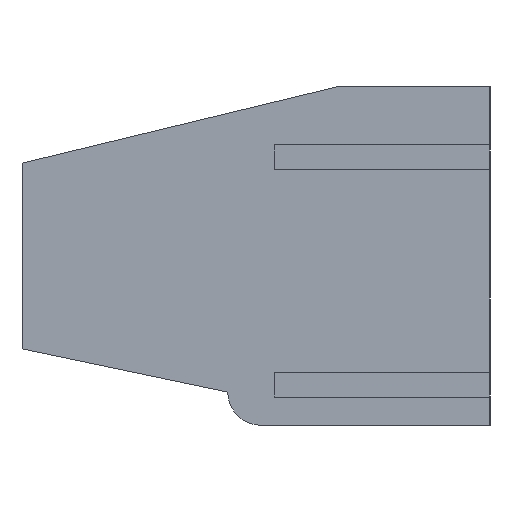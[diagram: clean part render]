
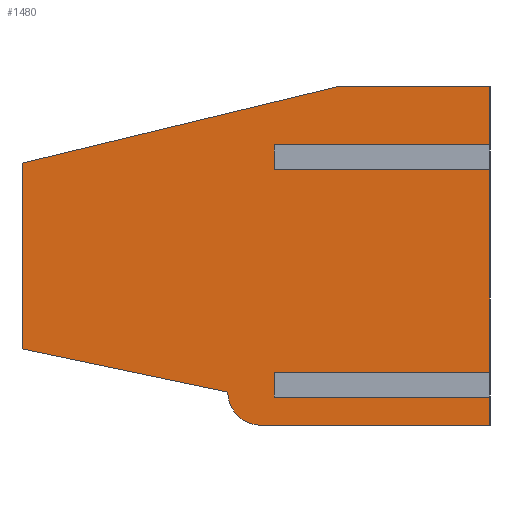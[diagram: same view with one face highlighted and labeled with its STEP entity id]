
A CAD part, left-side view. The second image highlights one B-rep face of the part: STEP entity #1480.
In plain terms, the highlighted planar face has unit normal (-1, 0, 0).
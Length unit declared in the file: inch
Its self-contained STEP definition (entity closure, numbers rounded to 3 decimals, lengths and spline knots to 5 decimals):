
#19 = EDGE_CURVE ( 'NONE', #732, #1078, #4216, .T. ) ;
#35 = DIRECTION ( 'NONE',  ( 0., -1., 0. ) ) ;
#42 = DIRECTION ( 'NONE',  ( 1., 0., 0. ) ) ;
#88 = CIRCLE ( 'NONE', #4289, 0.03937 ) ;
#96 = ORIENTED_EDGE ( 'NONE', *, *, #3847, .F. ) ;
#155 = CARTESIAN_POINT ( 'NONE',  ( -0.73819, 0.25591, 0.13189 ) ) ;
#179 = DIRECTION ( 'NONE',  ( 0., -1., 0. ) ) ;
#197 = CARTESIAN_POINT ( 'NONE',  ( -0.73819, 0., 0.20079 ) ) ;
#257 = LINE ( 'NONE', #3158, #5497 ) ;
#267 = VERTEX_POINT ( 'NONE', #5139 ) ;
#330 = CARTESIAN_POINT ( 'NONE',  ( -0.73819, 0.25591, 0.13189 ) ) ;
#393 = LINE ( 'NONE', #2050, #3019 ) ;
#442 = ORIENTED_EDGE ( 'NONE', *, *, #5043, .F. ) ;
#561 = EDGE_CURVE ( 'NONE', #5376, #2608, #5273, .T. ) ;
#621 = CARTESIAN_POINT ( 'NONE',  ( -0.73819, 0.25591, -0.16732 ) ) ;
#640 = CARTESIAN_POINT ( 'NONE',  ( -0.73819, 0.31102, -0.16142 ) ) ;
#679 = VECTOR ( 'NONE', #1431, 39.37008 ) ;
#732 = VERTEX_POINT ( 'NONE', #3089 ) ;
#773 = VERTEX_POINT ( 'NONE', #2452 ) ;
#935 = VECTOR ( 'NONE', #4480, 39.37008 ) ;
#961 = VERTEX_POINT ( 'NONE', #1593 ) ;
#962 = ORIENTED_EDGE ( 'NONE', *, *, #2613, .F. ) ;
#1022 = DIRECTION ( 'NONE',  ( 0., 0., 1. ) ) ;
#1078 = VERTEX_POINT ( 'NONE', #4692 ) ;
#1207 = CARTESIAN_POINT ( 'NONE',  ( -0.73819, 0.55512, -0.20079 ) ) ;
#1220 = CARTESIAN_POINT ( 'NONE',  ( -0.73819, 0.25591, -0.16732 ) ) ;
#1251 = ORIENTED_EDGE ( 'NONE', *, *, #4853, .T. ) ;
#1269 = VECTOR ( 'NONE', #2036, 39.37008 ) ;
#1416 = VERTEX_POINT ( 'NONE', #330 ) ;
#1431 = DIRECTION ( 'NONE',  ( 0., 0., 1. ) ) ;
#1441 = CARTESIAN_POINT ( 'NONE',  ( -0.73819, 0.25591, -0.1378 ) ) ;
#1480 = ADVANCED_FACE ( 'NONE', ( #3391 ), #5124, .F. ) ;
#1501 = LINE ( 'NONE', #4949, #1269 ) ;
#1554 = DIRECTION ( 'NONE',  ( 0., 1., 0. ) ) ;
#1579 = VECTOR ( 'NONE', #3683, 39.37008 ) ;
#1593 = CARTESIAN_POINT ( 'NONE',  ( -0.73819, 0., 0.20079 ) ) ;
#1739 = CARTESIAN_POINT ( 'NONE',  ( -0.73819, 0.55512, -0.11024 ) ) ;
#1748 = DIRECTION ( 'NONE',  ( 0., 0., -1. ) ) ;
#1760 = LINE ( 'NONE', #5222, #3661 ) ;
#1856 = CARTESIAN_POINT ( 'NONE',  ( -0.73819, 0., 0.20079 ) ) ;
#1962 = DIRECTION ( 'NONE',  ( 0., -1., 0. ) ) ;
#2027 = CARTESIAN_POINT ( 'NONE',  ( -0.73819, 0.27165, -0.16142 ) ) ;
#2030 = EDGE_CURVE ( 'NONE', #4478, #2887, #393, .T. ) ;
#2036 = DIRECTION ( 'NONE',  ( 0., 0.972, -0.235 ) ) ;
#2050 = CARTESIAN_POINT ( 'NONE',  ( -0.73819, 0., -0.1378 ) ) ;
#2208 = VECTOR ( 'NONE', #2437, 39.37008 ) ;
#2244 = ORIENTED_EDGE ( 'NONE', *, *, #2030, .F. ) ;
#2338 = CARTESIAN_POINT ( 'NONE',  ( -0.73819, 0.55512, 0.20079 ) ) ;
#2377 = LINE ( 'NONE', #2338, #2494 ) ;
#2383 = AXIS2_PLACEMENT_3D ( 'NONE', #3947, #42, #1748 ) ;
#2387 = VERTEX_POINT ( 'NONE', #3562 ) ;
#2437 = DIRECTION ( 'NONE',  ( 0., 0., 1. ) ) ;
#2452 = CARTESIAN_POINT ( 'NONE',  ( -0.73819, 0.55512, 0.11024 ) ) ;
#2494 = VECTOR ( 'NONE', #2700, 39.37008 ) ;
#2608 = VERTEX_POINT ( 'NONE', #640 ) ;
#2613 = EDGE_CURVE ( 'NONE', #267, #961, #257, .T. ) ;
#2682 = VERTEX_POINT ( 'NONE', #4123 ) ;
#2700 = DIRECTION ( 'NONE',  ( 0., 0., 1. ) ) ;
#2706 = LINE ( 'NONE', #155, #2713 ) ;
#2713 = VECTOR ( 'NONE', #5292, 39.37008 ) ;
#2758 = VECTOR ( 'NONE', #1554, 39.37008 ) ;
#2871 = LINE ( 'NONE', #3247, #2208 ) ;
#2887 = VERTEX_POINT ( 'NONE', #1441 ) ;
#2892 = DIRECTION ( 'NONE',  ( 0., 0., -1. ) ) ;
#2915 = ORIENTED_EDGE ( 'NONE', *, *, #19, .T. ) ;
#2990 = DIRECTION ( 'NONE',  ( 0., 1., 0. ) ) ;
#3019 = VECTOR ( 'NONE', #2990, 39.37008 ) ;
#3083 = ORIENTED_EDGE ( 'NONE', *, *, #4568, .T. ) ;
#3089 = CARTESIAN_POINT ( 'NONE',  ( -0.73819, 0.27165, -0.20079 ) ) ;
#3158 = CARTESIAN_POINT ( 'NONE',  ( -0.73819, 0.55512, 0.20079 ) ) ;
#3179 = CARTESIAN_POINT ( 'NONE',  ( -0.73819, 0., 0.13189 ) ) ;
#3247 = CARTESIAN_POINT ( 'NONE',  ( -0.73819, 0., 0.20079 ) ) ;
#3391 = FACE_OUTER_BOUND ( 'NONE', #3886, .T. ) ;
#3462 = EDGE_CURVE ( 'NONE', #267, #773, #1501, .T. ) ;
#3498 = ORIENTED_EDGE ( 'NONE', *, *, #3818, .F. ) ;
#3562 = CARTESIAN_POINT ( 'NONE',  ( -0.73819, 0., -0.16732 ) ) ;
#3659 = ORIENTED_EDGE ( 'NONE', *, *, #4113, .T. ) ;
#3661 = VECTOR ( 'NONE', #5164, 39.37008 ) ;
#3674 = ORIENTED_EDGE ( 'NONE', *, *, #5017, .F. ) ;
#3683 = DIRECTION ( 'NONE',  ( 0., -1., 0. ) ) ;
#3700 = VERTEX_POINT ( 'NONE', #1220 ) ;
#3751 = EDGE_CURVE ( 'NONE', #2887, #3700, #1760, .T. ) ;
#3818 = EDGE_CURVE ( 'NONE', #3700, #2387, #4876, .T. ) ;
#3847 = EDGE_CURVE ( 'NONE', #5376, #773, #2377, .T. ) ;
#3886 = EDGE_LOOP ( 'NONE', ( #5086, #3674, #1251, #962, #4805, #96, #5275, #4419, #2915, #3083, #3498, #4651, #2244, #3659, #442 ) ) ;
#3936 = VERTEX_POINT ( 'NONE', #4561 ) ;
#3947 = CARTESIAN_POINT ( 'NONE',  ( -0.73819, 0.55512, 0.20079 ) ) ;
#4091 = CARTESIAN_POINT ( 'NONE',  ( -0.73819, 0.25591, 0.10236 ) ) ;
#4113 = EDGE_CURVE ( 'NONE', #4478, #2682, #4867, .T. ) ;
#4123 = CARTESIAN_POINT ( 'NONE',  ( -0.73819, 0., 0.10236 ) ) ;
#4216 = LINE ( 'NONE', #1207, #5004 ) ;
#4289 = AXIS2_PLACEMENT_3D ( 'NONE', #2027, #5451, #2892 ) ;
#4299 = EDGE_CURVE ( 'NONE', #2608, #732, #88, .T. ) ;
#4419 = ORIENTED_EDGE ( 'NONE', *, *, #4299, .T. ) ;
#4478 = VERTEX_POINT ( 'NONE', #4854 ) ;
#4480 = DIRECTION ( 'NONE',  ( 0., -0.979, -0.205 ) ) ;
#4482 = LINE ( 'NONE', #4091, #1579 ) ;
#4494 = VERTEX_POINT ( 'NONE', #4891 ) ;
#4526 = LINE ( 'NONE', #3179, #2758 ) ;
#4561 = CARTESIAN_POINT ( 'NONE',  ( -0.73819, 0., 0.13189 ) ) ;
#4568 = EDGE_CURVE ( 'NONE', #1078, #2387, #2871, .T. ) ;
#4651 = ORIENTED_EDGE ( 'NONE', *, *, #3751, .F. ) ;
#4692 = CARTESIAN_POINT ( 'NONE',  ( -0.73819, 0., -0.20079 ) ) ;
#4805 = ORIENTED_EDGE ( 'NONE', *, *, #3462, .T. ) ;
#4853 = EDGE_CURVE ( 'NONE', #3936, #961, #5439, .T. ) ;
#4854 = CARTESIAN_POINT ( 'NONE',  ( -0.73819, 0., -0.1378 ) ) ;
#4867 = LINE ( 'NONE', #197, #5202 ) ;
#4876 = LINE ( 'NONE', #621, #5100 ) ;
#4891 = CARTESIAN_POINT ( 'NONE',  ( -0.73819, 0.25591, 0.10236 ) ) ;
#4949 = CARTESIAN_POINT ( 'NONE',  ( -0.73819, 0.1811, 0.20079 ) ) ;
#5004 = VECTOR ( 'NONE', #35, 39.37008 ) ;
#5017 = EDGE_CURVE ( 'NONE', #3936, #1416, #4526, .T. ) ;
#5043 = EDGE_CURVE ( 'NONE', #4494, #2682, #4482, .T. ) ;
#5086 = ORIENTED_EDGE ( 'NONE', *, *, #5459, .F. ) ;
#5100 = VECTOR ( 'NONE', #179, 39.37008 ) ;
#5124 = PLANE ( 'NONE',  #2383 ) ;
#5139 = CARTESIAN_POINT ( 'NONE',  ( -0.73819, 0.1811, 0.20079 ) ) ;
#5164 = DIRECTION ( 'NONE',  ( 0., 0., -1. ) ) ;
#5202 = VECTOR ( 'NONE', #1022, 39.37008 ) ;
#5222 = CARTESIAN_POINT ( 'NONE',  ( -0.73819, 0.25591, -0.1378 ) ) ;
#5244 = CARTESIAN_POINT ( 'NONE',  ( -0.73819, 0.31102, -0.16142 ) ) ;
#5273 = LINE ( 'NONE', #5244, #935 ) ;
#5275 = ORIENTED_EDGE ( 'NONE', *, *, #561, .T. ) ;
#5292 = DIRECTION ( 'NONE',  ( 0., 0., -1. ) ) ;
#5376 = VERTEX_POINT ( 'NONE', #1739 ) ;
#5439 = LINE ( 'NONE', #1856, #679 ) ;
#5451 = DIRECTION ( 'NONE',  ( -1., 0., 0. ) ) ;
#5459 = EDGE_CURVE ( 'NONE', #1416, #4494, #2706, .T. ) ;
#5497 = VECTOR ( 'NONE', #1962, 39.37008 ) ;
